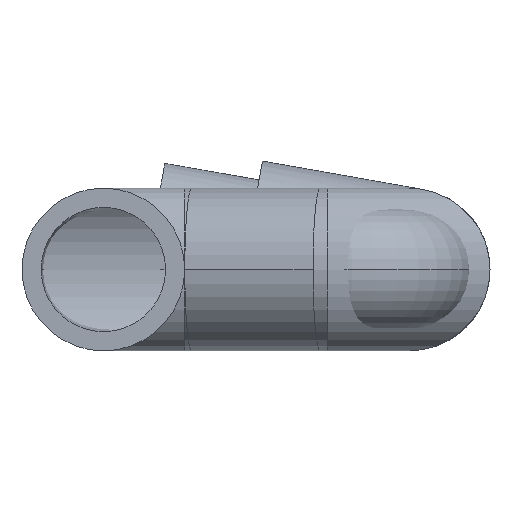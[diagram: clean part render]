
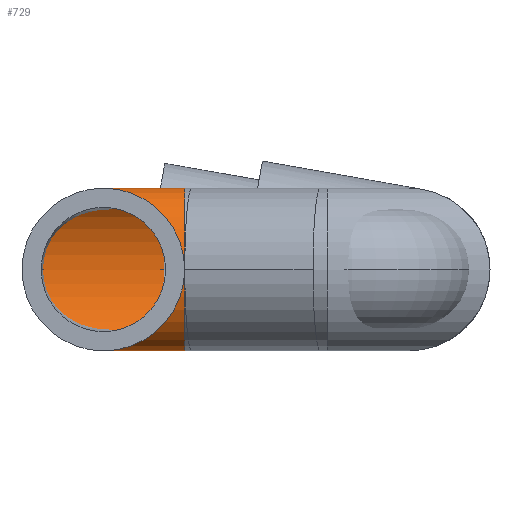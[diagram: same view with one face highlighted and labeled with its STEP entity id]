
A CAD part, left-side view. The second image highlights one B-rep face of the part: STEP entity #729.
In plain terms, the highlighted toroidal (fillet/blend) face has major radius 17 mm and minor radius 17 mm.
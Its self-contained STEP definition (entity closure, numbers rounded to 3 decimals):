
#33 = VERTEX_POINT ( 'NONE', #795 ) ;
#118 = VERTEX_POINT ( 'NONE', #2659 ) ;
#177 = TOROIDAL_SURFACE ( 'NONE', #370, 17., 17. ) ;
#215 = AXIS2_PLACEMENT_3D ( 'NONE', #2529, #1119, #2042 ) ;
#364 = EDGE_CURVE ( 'NONE', #118, #2204, #2601, .T. ) ;
#366 = DIRECTION ( 'NONE',  ( 0., 0., 1. ) ) ;
#370 = AXIS2_PLACEMENT_3D ( 'NONE', #596, #366, #1273 ) ;
#415 = AXIS2_PLACEMENT_3D ( 'NONE', #1216, #1448, #2345 ) ;
#569 = FACE_OUTER_BOUND ( 'NONE', #1998, .T. ) ;
#579 = EDGE_CURVE ( 'NONE', #33, #2204, #1945, .T. ) ;
#583 = DIRECTION ( 'NONE',  ( 0., 0., -1. ) ) ;
#596 = CARTESIAN_POINT ( 'NONE',  ( -168.396, -17., 0. ) ) ;
#672 = CARTESIAN_POINT ( 'NONE',  ( -168.396, -17., 0. ) ) ;
#729 = ADVANCED_FACE ( 'NONE', ( #569 ), #177, .T. ) ;
#759 = DIRECTION ( 'NONE',  ( 0., -1., 0. ) ) ;
#795 = CARTESIAN_POINT ( 'NONE',  ( -168.396, 17., 0. ) ) ;
#1085 = ORIENTED_EDGE ( 'NONE', *, *, #579, .T. ) ;
#1119 = DIRECTION ( 'NONE',  ( 1., 0., 0. ) ) ;
#1216 = CARTESIAN_POINT ( 'NONE',  ( -151.396, -17., 0. ) ) ;
#1241 = ORIENTED_EDGE ( 'NONE', *, *, #2682, .F. ) ;
#1249 = DIRECTION ( 'NONE',  ( 1., 0., 0. ) ) ;
#1273 = DIRECTION ( 'NONE',  ( 1., 0., 0. ) ) ;
#1448 = DIRECTION ( 'NONE',  ( 0., -1., 0. ) ) ;
#1649 = AXIS2_PLACEMENT_3D ( 'NONE', #1683, #1249, #583 ) ;
#1683 = CARTESIAN_POINT ( 'NONE',  ( -168.396, 0., 0. ) ) ;
#1706 = ORIENTED_EDGE ( 'NONE', *, *, #1858, .T. ) ;
#1803 = ORIENTED_EDGE ( 'NONE', *, *, #364, .F. ) ;
#1858 = EDGE_CURVE ( 'NONE', #2204, #33, #2401, .T. ) ;
#1945 = CIRCLE ( 'NONE', #1649, 17. ) ;
#1998 = EDGE_LOOP ( 'NONE', ( #1241, #1706, #1085, #1803 ) ) ;
#2042 = DIRECTION ( 'NONE',  ( 0., 0., -1. ) ) ;
#2069 = CIRCLE ( 'NONE', #2155, 17. ) ;
#2155 = AXIS2_PLACEMENT_3D ( 'NONE', #2527, #759, #2307 ) ;
#2204 = VERTEX_POINT ( 'NONE', #672 ) ;
#2307 = DIRECTION ( 'NONE',  ( 0., 0., -1. ) ) ;
#2345 = DIRECTION ( 'NONE',  ( 0., 0., -1. ) ) ;
#2401 = CIRCLE ( 'NONE', #215, 17. ) ;
#2527 = CARTESIAN_POINT ( 'NONE',  ( -151.396, -17., 0. ) ) ;
#2529 = CARTESIAN_POINT ( 'NONE',  ( -168.396, 0., 0. ) ) ;
#2601 = CIRCLE ( 'NONE', #415, 17. ) ;
#2659 = CARTESIAN_POINT ( 'NONE',  ( -134.396, -17., 0. ) ) ;
#2682 = EDGE_CURVE ( 'NONE', #2204, #118, #2069, .T. ) ;
